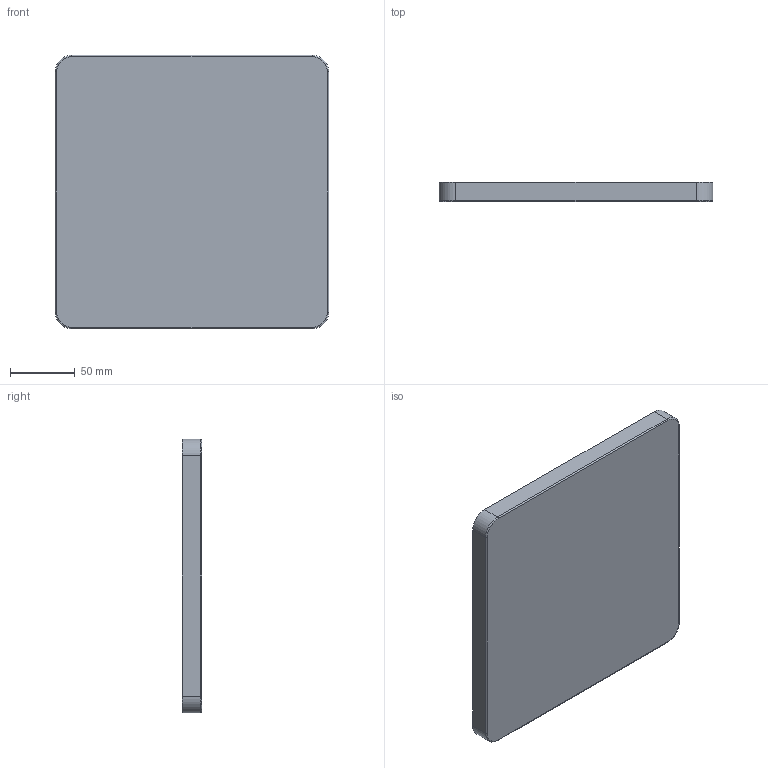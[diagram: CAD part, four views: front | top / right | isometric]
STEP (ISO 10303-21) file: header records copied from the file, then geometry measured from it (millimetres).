
FILE_DESCRIPTION(/* description */ (''),/* implementation_level */ '2;1');
FILE_NAME(/* name */ 'Prato.step',/* time_stamp */ '2018-06-04T14:09:27-03:00',/* author */ (''),/* organization */ (''),/* preprocessor_version */ 'ST-DEVELOPER v17',/* originating_system */ 'Autodesk Translation Framework v7.1.0.215',/* authorisation */ '');
FILE_SCHEMA (('AUTOMOTIVE_DESIGN { 1 0 10303 214 3 1 1 }'));
Length unit declared in the file: millimetre
Products named in the file (1): Prato
Bounding box: 212 x 15 x 212 mm (x, y, z)
Volume: 167547.9 mm3; surface area: 112471.5 mm2
Topology: 1 solids, 1 shells, 67 faces, 128 edges, 80 vertices
Faces by surface type: cylinder 32, plane 27, torus 8
Full cylindrical faces by diameter (mm): 10 x16
Entity records: 1739 total; most frequent: DIRECTION 336, CARTESIAN_POINT 276, ORIENTED_EDGE 256, AXIS2_PLACEMENT_3D 140, EDGE_CURVE 128, EDGE_LOOP 84, VERTEX_POINT 80, CIRCLE 72
